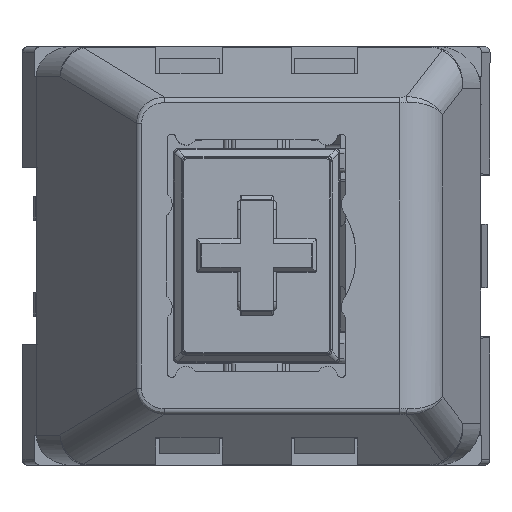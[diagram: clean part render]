
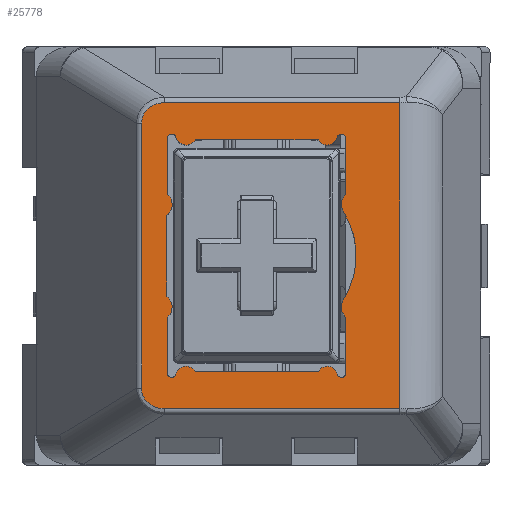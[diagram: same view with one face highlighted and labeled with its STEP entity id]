
A CAD part, top view. The second image highlights one B-rep face of the part: STEP entity #25778.
In plain terms, the highlighted planar face has unit normal (0, 0, 1).
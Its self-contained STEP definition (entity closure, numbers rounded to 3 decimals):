
#96=FACE_BOUND('',#5202,.T.);
#1134=PLANE('',#28515);
#2030=CIRCLE('',#28075,0.145);
#2031=CIRCLE('',#28077,0.35);
#2068=CIRCLE('',#28139,0.45);
#2070=CIRCLE('',#28142,2.75);
#2071=CIRCLE('',#28144,0.45);
#2098=CIRCLE('',#28213,0.35);
#2099=CIRCLE('',#28215,0.145);
#2206=CIRCLE('',#28516,0.45);
#2207=CIRCLE('',#28517,0.45);
#2208=CIRCLE('',#28518,0.145);
#2209=CIRCLE('',#28519,0.35);
#2210=CIRCLE('',#28520,0.35);
#2211=CIRCLE('',#28521,0.145);
#3670=FACE_OUTER_BOUND('',#5201,.T.);
#5201=EDGE_LOOP('',(#23458,#23459,#23460,#23461,#23462,#23463));
#5202=EDGE_LOOP('',(#23464,#23465,#23466,#23467,#23468,#23469,#23470,#23471,
#23472,#23473,#23474,#23475,#23476,#23477,#23478,#23479,#23480,#23481,#23482,
#23483));
#7230=LINE('',#44588,#9549);
#7291=LINE('',#44855,#9610);
#7477=LINE('',#45816,#9796);
#7479=LINE('',#45852,#9798);
#7481=LINE('',#45888,#9800);
#7520=LINE('',#46283,#9839);
#7521=LINE('',#46290,#9840);
#7522=LINE('',#46297,#9841);
#7523=LINE('',#46302,#9842);
#7524=LINE('',#46303,#9843);
#7525=LINE('',#46304,#9844);
#9549=VECTOR('',#34993,10.);
#9610=VECTOR('',#35268,10.);
#9796=VECTOR('',#35936,10.);
#9798=VECTOR('',#35948,10.);
#9800=VECTOR('',#35960,10.);
#9839=VECTOR('',#36101,10.);
#9840=VECTOR('',#36108,10.);
#9841=VECTOR('',#36115,10.);
#9842=VECTOR('',#36120,10.);
#9843=VECTOR('',#36121,10.);
#9844=VECTOR('',#36122,10.);
#10111=ELLIPSE('',#28454,1.008,0.8);
#10113=ELLIPSE('',#28459,1.008,0.8);
#12048=VERTEX_POINT('',#44484);
#12049=VERTEX_POINT('',#44486);
#12050=VERTEX_POINT('',#44490);
#12076=VERTEX_POINT('',#44585);
#12077=VERTEX_POINT('',#44587);
#12103=VERTEX_POINT('',#44667);
#12104=VERTEX_POINT('',#44669);
#12106=VERTEX_POINT('',#44675);
#12107=VERTEX_POINT('',#44680);
#12156=VERTEX_POINT('',#44853);
#12157=VERTEX_POINT('',#44857);
#12158=VERTEX_POINT('',#44861);
#12356=VERTEX_POINT('',#45808);
#12358=VERTEX_POINT('',#45814);
#12360=VERTEX_POINT('',#45844);
#12362=VERTEX_POINT('',#45850);
#12364=VERTEX_POINT('',#45880);
#12366=VERTEX_POINT('',#45886);
#12404=VERTEX_POINT('',#46286);
#12405=VERTEX_POINT('',#46287);
#12406=VERTEX_POINT('',#46289);
#12407=VERTEX_POINT('',#46292);
#12408=VERTEX_POINT('',#46294);
#12409=VERTEX_POINT('',#46296);
#12410=VERTEX_POINT('',#46298);
#12411=VERTEX_POINT('',#46300);
#15560=EDGE_CURVE('',#12049,#12048,#2030,.T.);
#15563=EDGE_CURVE('',#12048,#12050,#2031,.T.);
#15598=EDGE_CURVE('',#12077,#12076,#7230,.T.);
#15639=EDGE_CURVE('',#12104,#12103,#2068,.T.);
#15643=EDGE_CURVE('',#12103,#12106,#2070,.T.);
#15646=EDGE_CURVE('',#12106,#12107,#2071,.T.);
#15723=EDGE_CURVE('',#12050,#12156,#7291,.T.);
#15725=EDGE_CURVE('',#12156,#12157,#2098,.T.);
#15727=EDGE_CURVE('',#12157,#12158,#2099,.T.);
#16050=EDGE_CURVE('',#12358,#12356,#7477,.T.);
#16053=EDGE_CURVE('',#12360,#12358,#10111,.T.);
#16056=EDGE_CURVE('',#12362,#12360,#7479,.T.);
#16059=EDGE_CURVE('',#12364,#12362,#10113,.T.);
#16062=EDGE_CURVE('',#12366,#12364,#7481,.T.);
#16138=EDGE_CURVE('',#12356,#12366,#7520,.T.);
#16139=EDGE_CURVE('',#12404,#12405,#2206,.T.);
#16140=EDGE_CURVE('',#12405,#12406,#7521,.T.);
#16141=EDGE_CURVE('',#12406,#12077,#2207,.T.);
#16142=EDGE_CURVE('',#12076,#12407,#2208,.T.);
#16143=EDGE_CURVE('',#12407,#12408,#2209,.T.);
#16144=EDGE_CURVE('',#12408,#12409,#7522,.T.);
#16145=EDGE_CURVE('',#12409,#12410,#2210,.T.);
#16146=EDGE_CURVE('',#12410,#12411,#2211,.T.);
#16147=EDGE_CURVE('',#12411,#12104,#7523,.T.);
#16148=EDGE_CURVE('',#12107,#12049,#7524,.T.);
#16149=EDGE_CURVE('',#12158,#12404,#7525,.T.);
#23458=ORIENTED_EDGE('',*,*,#16062,.F.);
#23459=ORIENTED_EDGE('',*,*,#16138,.F.);
#23460=ORIENTED_EDGE('',*,*,#16050,.F.);
#23461=ORIENTED_EDGE('',*,*,#16053,.F.);
#23462=ORIENTED_EDGE('',*,*,#16056,.F.);
#23463=ORIENTED_EDGE('',*,*,#16059,.F.);
#23464=ORIENTED_EDGE('',*,*,#16139,.T.);
#23465=ORIENTED_EDGE('',*,*,#16140,.T.);
#23466=ORIENTED_EDGE('',*,*,#16141,.T.);
#23467=ORIENTED_EDGE('',*,*,#15598,.T.);
#23468=ORIENTED_EDGE('',*,*,#16142,.T.);
#23469=ORIENTED_EDGE('',*,*,#16143,.T.);
#23470=ORIENTED_EDGE('',*,*,#16144,.T.);
#23471=ORIENTED_EDGE('',*,*,#16145,.T.);
#23472=ORIENTED_EDGE('',*,*,#16146,.T.);
#23473=ORIENTED_EDGE('',*,*,#16147,.T.);
#23474=ORIENTED_EDGE('',*,*,#15639,.T.);
#23475=ORIENTED_EDGE('',*,*,#15643,.T.);
#23476=ORIENTED_EDGE('',*,*,#15646,.T.);
#23477=ORIENTED_EDGE('',*,*,#16148,.T.);
#23478=ORIENTED_EDGE('',*,*,#15560,.T.);
#23479=ORIENTED_EDGE('',*,*,#15563,.T.);
#23480=ORIENTED_EDGE('',*,*,#15723,.T.);
#23481=ORIENTED_EDGE('',*,*,#15725,.T.);
#23482=ORIENTED_EDGE('',*,*,#15727,.T.);
#23483=ORIENTED_EDGE('',*,*,#16149,.T.);
#25778=ADVANCED_FACE('',(#3670,#96),#1134,.T.);
#28075=AXIS2_PLACEMENT_3D('',#44487,#34916,#34917);
#28077=AXIS2_PLACEMENT_3D('',#44492,#34922,#34923);
#28139=AXIS2_PLACEMENT_3D('',#44670,#35082,#35083);
#28142=AXIS2_PLACEMENT_3D('',#44677,#35090,#35091);
#28144=AXIS2_PLACEMENT_3D('',#44682,#35096,#35097);
#28213=AXIS2_PLACEMENT_3D('',#44859,#35272,#35273);
#28215=AXIS2_PLACEMENT_3D('',#44863,#35277,#35278);
#28454=AXIS2_PLACEMENT_3D('',#45846,#35940,#35941);
#28459=AXIS2_PLACEMENT_3D('',#45882,#35952,#35953);
#28515=AXIS2_PLACEMENT_3D('',#46285,#36104,#36105);
#28516=AXIS2_PLACEMENT_3D('',#46288,#36106,#36107);
#28517=AXIS2_PLACEMENT_3D('',#46291,#36109,#36110);
#28518=AXIS2_PLACEMENT_3D('',#46293,#36111,#36112);
#28519=AXIS2_PLACEMENT_3D('',#46295,#36113,#36114);
#28520=AXIS2_PLACEMENT_3D('',#46299,#36116,#36117);
#28521=AXIS2_PLACEMENT_3D('',#46301,#36118,#36119);
#34916=DIRECTION('center_axis',(0.,0.,-1.));
#34917=DIRECTION('ref_axis',(-0.966,-0.257,0.));
#34922=DIRECTION('center_axis',(0.,0.,1.));
#34923=DIRECTION('ref_axis',(0.966,0.257,0.));
#34993=DIRECTION('',(0.,1.,0.));
#35082=DIRECTION('center_axis',(0.,0.,1.));
#35083=DIRECTION('ref_axis',(-0.655,0.755,0.));
#35090=DIRECTION('center_axis',(0.,0.,-1.));
#35091=DIRECTION('ref_axis',(1.,0.,0.));
#35096=DIRECTION('center_axis',(0.,0.,1.));
#35097=DIRECTION('ref_axis',(-0.845,0.534,0.));
#35268=DIRECTION('',(-1.,0.,0.));
#35272=DIRECTION('center_axis',(0.,0.,1.));
#35273=DIRECTION('ref_axis',(0.862,0.507,0.));
#35277=DIRECTION('center_axis',(0.,0.,-1.));
#35278=DIRECTION('ref_axis',(-1.,0.,0.));
#35936=DIRECTION('',(1.,0.,0.));
#35940=DIRECTION('center_axis',(0.,0.,-1.));
#35941=DIRECTION('ref_axis',(-0.853,0.522,0.));
#35948=DIRECTION('',(0.,1.,0.));
#35952=DIRECTION('center_axis',(0.,0.,-1.));
#35953=DIRECTION('ref_axis',(-0.853,-0.522,0.));
#35960=DIRECTION('',(-1.,0.,0.));
#36101=DIRECTION('',(0.,-1.,0.));
#36104=DIRECTION('center_axis',(0.,0.,1.));
#36105=DIRECTION('ref_axis',(1.,0.,0.));
#36106=DIRECTION('center_axis',(0.,0.,1.));
#36107=DIRECTION('ref_axis',(0.655,-0.755,0.));
#36108=DIRECTION('',(0.,1.,0.));
#36109=DIRECTION('center_axis',(0.,0.,1.));
#36110=DIRECTION('ref_axis',(0.6,-0.8,0.));
#36111=DIRECTION('center_axis',(0.,0.,-1.));
#36112=DIRECTION('ref_axis',(0.966,0.257,0.));
#36113=DIRECTION('center_axis',(0.,0.,1.));
#36114=DIRECTION('ref_axis',(-0.966,-0.257,0.));
#36115=DIRECTION('',(1.,0.,0.));
#36116=DIRECTION('center_axis',(0.,0.,1.));
#36117=DIRECTION('ref_axis',(-0.862,-0.507,0.));
#36118=DIRECTION('center_axis',(0.,0.,-1.));
#36119=DIRECTION('ref_axis',(1.,0.,0.));
#36120=DIRECTION('',(0.,-1.,0.));
#36121=DIRECTION('',(0.,-1.,0.));
#36122=DIRECTION('',(0.,1.,0.));
#44484=CARTESIAN_POINT('',(2.69,-3.947,6.2));
#44486=CARTESIAN_POINT('',(2.975,-3.91,6.2));
#44487=CARTESIAN_POINT('Origin',(2.83,-3.91,6.2));
#44490=CARTESIAN_POINT('',(2.05,-3.86,6.2));
#44492=CARTESIAN_POINT('Origin',(2.352,-4.037,6.2));
#44585=CARTESIAN_POINT('',(-2.975,3.91,6.2));
#44587=CARTESIAN_POINT('',(-2.975,2.05,6.2));
#44588=CARTESIAN_POINT('',(-2.975,1.025,6.2));
#44667=CARTESIAN_POINT('',(2.89,1.47,6.2));
#44669=CARTESIAN_POINT('',(2.975,2.05,6.2));
#44670=CARTESIAN_POINT('Origin',(3.27,1.71,6.2));
#44675=CARTESIAN_POINT('',(2.89,-1.47,6.2));
#44677=CARTESIAN_POINT('Origin',(0.565,0.,6.2));
#44680=CARTESIAN_POINT('',(2.975,-2.05,6.2));
#44682=CARTESIAN_POINT('Origin',(3.27,-1.71,6.2));
#44853=CARTESIAN_POINT('',(-2.05,-3.86,6.2));
#44855=CARTESIAN_POINT('',(-0.948,-3.86,6.2));
#44857=CARTESIAN_POINT('',(-2.69,-3.947,6.2));
#44859=CARTESIAN_POINT('Origin',(-2.352,-4.037,6.2));
#44861=CARTESIAN_POINT('',(-2.975,-3.91,6.2));
#44863=CARTESIAN_POINT('Origin',(-2.83,-3.91,6.2));
#45808=CARTESIAN_POINT('',(4.762,5.1,6.2));
#45814=CARTESIAN_POINT('',(-3.076,5.1,6.2));
#45816=CARTESIAN_POINT('',(1.916,5.1,6.2));
#45844=CARTESIAN_POINT('',(-3.837,4.413,6.2));
#45846=CARTESIAN_POINT('Origin',(-2.881,4.238,6.2));
#45850=CARTESIAN_POINT('',(-3.837,-4.413,6.2));
#45852=CARTESIAN_POINT('',(-3.837,0.,6.2));
#45880=CARTESIAN_POINT('',(-3.076,-5.1,6.2));
#45882=CARTESIAN_POINT('Origin',(-2.881,-4.238,6.2));
#45886=CARTESIAN_POINT('',(4.762,-5.1,6.2));
#45888=CARTESIAN_POINT('',(1.916,-5.1,6.2));
#46283=CARTESIAN_POINT('',(4.762,0.,6.2));
#46285=CARTESIAN_POINT('Origin',(-3.945,0.,6.2));
#46286=CARTESIAN_POINT('',(-2.975,-2.05,6.2));
#46287=CARTESIAN_POINT('',(-3.,-1.35,6.2));
#46288=CARTESIAN_POINT('Origin',(-3.27,-1.71,6.2));
#46289=CARTESIAN_POINT('',(-3.,1.35,6.2));
#46290=CARTESIAN_POINT('',(-3.,-0.675,6.2));
#46291=CARTESIAN_POINT('Origin',(-3.27,1.71,6.2));
#46292=CARTESIAN_POINT('',(-2.69,3.947,6.2));
#46293=CARTESIAN_POINT('Origin',(-2.83,3.91,6.2));
#46294=CARTESIAN_POINT('',(-2.05,3.86,6.2));
#46295=CARTESIAN_POINT('Origin',(-2.352,4.037,6.2));
#46296=CARTESIAN_POINT('',(2.05,3.86,6.2));
#46297=CARTESIAN_POINT('',(-2.998,3.86,6.2));
#46298=CARTESIAN_POINT('',(2.69,3.947,6.2));
#46299=CARTESIAN_POINT('Origin',(2.352,4.037,6.2));
#46300=CARTESIAN_POINT('',(2.975,3.91,6.2));
#46301=CARTESIAN_POINT('Origin',(2.83,3.91,6.2));
#46302=CARTESIAN_POINT('',(2.975,1.955,6.2));
#46303=CARTESIAN_POINT('',(2.975,-1.025,6.2));
#46304=CARTESIAN_POINT('',(-2.975,-1.955,6.2));
